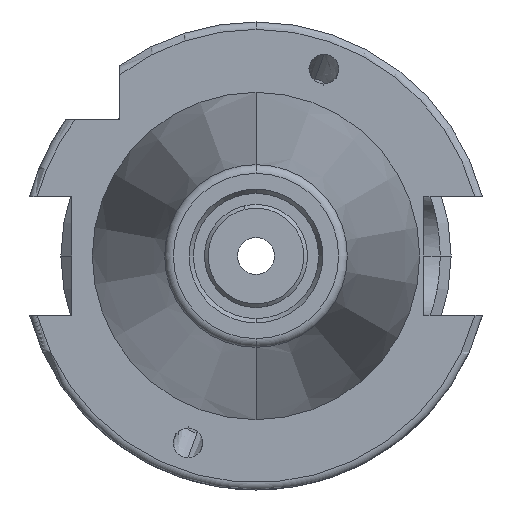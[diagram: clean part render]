
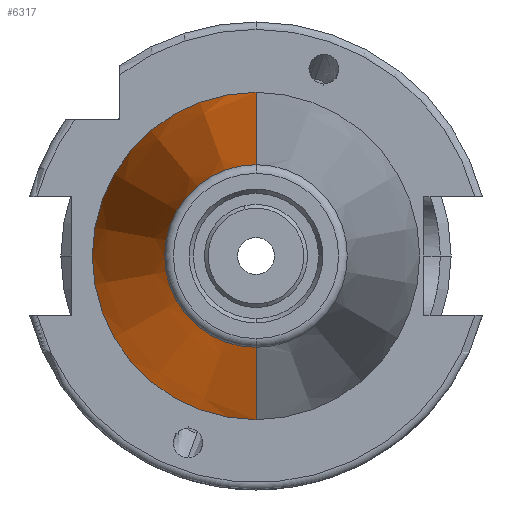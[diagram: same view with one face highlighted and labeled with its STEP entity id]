
A CAD part, left-side view. The second image highlights one B-rep face of the part: STEP entity #6317.
In plain terms, the highlighted conical face has half-angle 8.297 degrees and reference radius 22.225 mm.
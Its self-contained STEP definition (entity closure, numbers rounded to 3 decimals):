
#395 = DIRECTION ( 'NONE',  ( 0., -1., 0. ) ) ;
#427 = CARTESIAN_POINT ( 'NONE',  ( -67.373, -12.4, 0. ) ) ;
#721 = ORIENTED_EDGE ( 'NONE', *, *, #6384, .T. ) ;
#1178 = AXIS2_PLACEMENT_3D ( 'NONE', #1950, #3794, #395 ) ;
#1179 = AXIS2_PLACEMENT_3D ( 'NONE', #8118, #8111, #8095 ) ;
#1430 = CARTESIAN_POINT ( 'NONE',  ( 0., 0., 0. ) ) ;
#1453 = DIRECTION ( 'NONE',  ( 0., 1., 0. ) ) ;
#1479 = DIRECTION ( 'NONE',  ( 1., 0., 0. ) ) ;
#1511 = VECTOR ( 'NONE', #3537, 1000. ) ;
#1812 = ORIENTED_EDGE ( 'NONE', *, *, #6372, .F. ) ;
#1950 = CARTESIAN_POINT ( 'NONE',  ( 0., 0., 0. ) ) ;
#2336 = AXIS2_PLACEMENT_3D ( 'NONE', #1430, #1479, #1453 ) ;
#2376 = CONICAL_SURFACE ( 'NONE', #2336, 22.225, 0.145 ) ;
#2667 = VERTEX_POINT ( 'NONE', #427 ) ;
#2871 = CIRCLE ( 'NONE', #1179, 12.4 ) ;
#3017 = ORIENTED_EDGE ( 'NONE', *, *, #6359, .T. ) ;
#3296 = VERTEX_POINT ( 'NONE', #7090 ) ;
#3307 = ORIENTED_EDGE ( 'NONE', *, *, #6396, .F. ) ;
#3489 = DIRECTION ( 'NONE',  ( 0.99, 0.144, 0. ) ) ;
#3537 = DIRECTION ( 'NONE',  ( 0.99, -0.144, 0. ) ) ;
#3549 = CARTESIAN_POINT ( 'NONE',  ( 0., -22.225, 0. ) ) ;
#3589 = CARTESIAN_POINT ( 'NONE',  ( 0., 22.225, 0. ) ) ;
#3794 = DIRECTION ( 'NONE',  ( -1., 0., 0. ) ) ;
#5705 = CARTESIAN_POINT ( 'NONE',  ( 0., -22.225, 0. ) ) ;
#6262 = VERTEX_POINT ( 'NONE', #8295 ) ;
#6317 = ADVANCED_FACE ( 'NONE', ( #7780 ), #2376, .T. ) ;
#6359 = EDGE_CURVE ( 'NONE', #6539, #3296, #7185, .T. ) ;
#6372 = EDGE_CURVE ( 'NONE', #2667, #6262, #2871, .T. ) ;
#6384 = EDGE_CURVE ( 'NONE', #2667, #6539, #7592, .T. ) ;
#6396 = EDGE_CURVE ( 'NONE', #6262, #3296, #7390, .T. ) ;
#6539 = VERTEX_POINT ( 'NONE', #5705 ) ;
#6629 = EDGE_LOOP ( 'NONE', ( #1812, #721, #3017, #3307 ) ) ;
#7090 = CARTESIAN_POINT ( 'NONE',  ( 0., 22.225, 0. ) ) ;
#7185 = CIRCLE ( 'NONE', #1178, 22.225 ) ;
#7390 = LINE ( 'NONE', #3589, #7693 ) ;
#7592 = LINE ( 'NONE', #3549, #1511 ) ;
#7693 = VECTOR ( 'NONE', #3489, 1000. ) ;
#7780 = FACE_OUTER_BOUND ( 'NONE', #6629, .T. ) ;
#8095 = DIRECTION ( 'NONE',  ( 0., -1., 0. ) ) ;
#8111 = DIRECTION ( 'NONE',  ( -1., 0., 0. ) ) ;
#8118 = CARTESIAN_POINT ( 'NONE',  ( -67.373, 0., 0. ) ) ;
#8295 = CARTESIAN_POINT ( 'NONE',  ( -67.373, 12.4, 0. ) ) ;
